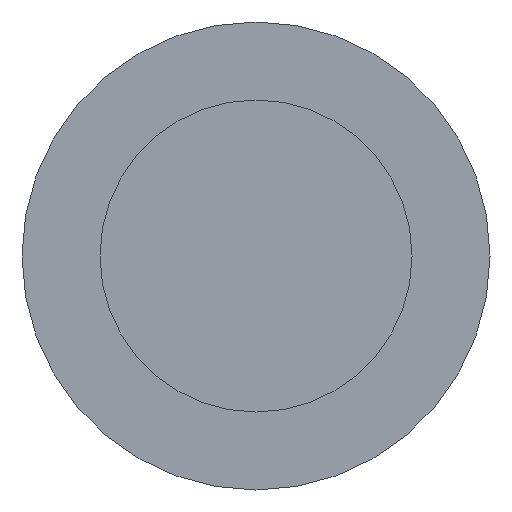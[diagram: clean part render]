
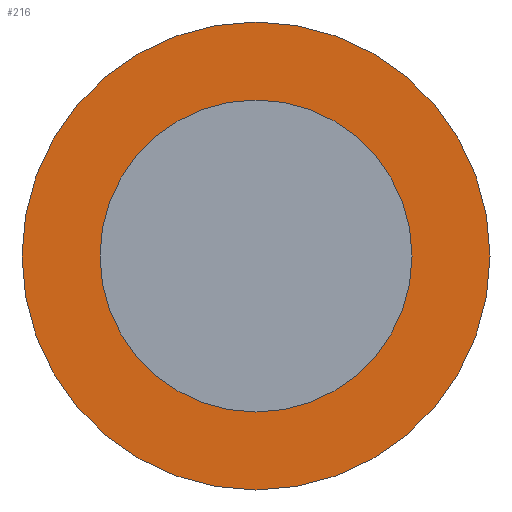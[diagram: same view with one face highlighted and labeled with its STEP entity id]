
A CAD part, left-side view. The second image highlights one B-rep face of the part: STEP entity #216.
In plain terms, the highlighted planar face has unit normal (-1, 0, 0).
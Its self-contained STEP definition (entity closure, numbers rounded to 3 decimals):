
#3 = AXIS2_PLACEMENT_3D ( 'NONE', #63, #268, #304 ) ;
#5 = CARTESIAN_POINT ( 'NONE',  ( -3., 0., 0. ) ) ;
#10 = VERTEX_POINT ( 'NONE', #273 ) ;
#21 = DIRECTION ( 'NONE',  ( -1., 0., 0. ) ) ;
#23 = CIRCLE ( 'NONE', #177, 15. ) ;
#24 = CARTESIAN_POINT ( 'NONE',  ( -3., 10., 0. ) ) ;
#29 = AXIS2_PLACEMENT_3D ( 'NONE', #5, #81, #53 ) ;
#30 = EDGE_CURVE ( 'NONE', #140, #139, #147, .T. ) ;
#53 = DIRECTION ( 'NONE',  ( 0., 0., 1. ) ) ;
#57 = DIRECTION ( 'NONE',  ( 1., 0., 0. ) ) ;
#63 = CARTESIAN_POINT ( 'NONE',  ( -3., 0., 0. ) ) ;
#75 = CARTESIAN_POINT ( 'NONE',  ( -3., 0., 0. ) ) ;
#80 = CARTESIAN_POINT ( 'NONE',  ( -3., 0., 15. ) ) ;
#81 = DIRECTION ( 'NONE',  ( -1., 0., 0. ) ) ;
#103 = AXIS2_PLACEMENT_3D ( 'NONE', #136, #107, #181 ) ;
#105 = PLANE ( 'NONE',  #286 ) ;
#107 = DIRECTION ( 'NONE',  ( -1., 0., 0. ) ) ;
#119 = ORIENTED_EDGE ( 'NONE', *, *, #265, .T. ) ;
#127 = CARTESIAN_POINT ( 'NONE',  ( -3., 0., 10. ) ) ;
#136 = CARTESIAN_POINT ( 'NONE',  ( -3., 0., 0. ) ) ;
#139 = VERTEX_POINT ( 'NONE', #202 ) ;
#140 = VERTEX_POINT ( 'NONE', #127 ) ;
#147 = CIRCLE ( 'NONE', #3, 10. ) ;
#177 = AXIS2_PLACEMENT_3D ( 'NONE', #75, #21, #333 ) ;
#181 = DIRECTION ( 'NONE',  ( 0., 0., 1. ) ) ;
#185 = EDGE_CURVE ( 'NONE', #319, #10, #23, .T. ) ;
#202 = CARTESIAN_POINT ( 'NONE',  ( -3., 0., -10. ) ) ;
#210 = DIRECTION ( 'NONE',  ( 0., 0., -1. ) ) ;
#215 = EDGE_LOOP ( 'NONE', ( #247, #291 ) ) ;
#216 = ADVANCED_FACE ( 'NONE', ( #224, #330 ), #105, .F. ) ;
#217 = ORIENTED_EDGE ( 'NONE', *, *, #185, .T. ) ;
#224 = FACE_BOUND ( 'NONE', #215, .T. ) ;
#247 = ORIENTED_EDGE ( 'NONE', *, *, #30, .F. ) ;
#265 = EDGE_CURVE ( 'NONE', #10, #319, #276, .T. ) ;
#268 = DIRECTION ( 'NONE',  ( -1., 0., 0. ) ) ;
#273 = CARTESIAN_POINT ( 'NONE',  ( -3., 0., -15. ) ) ;
#276 = CIRCLE ( 'NONE', #29, 15. ) ;
#286 = AXIS2_PLACEMENT_3D ( 'NONE', #24, #57, #210 ) ;
#291 = ORIENTED_EDGE ( 'NONE', *, *, #331, .F. ) ;
#304 = DIRECTION ( 'NONE',  ( 0., 0., 1. ) ) ;
#308 = CIRCLE ( 'NONE', #103, 10. ) ;
#319 = VERTEX_POINT ( 'NONE', #80 ) ;
#325 = EDGE_LOOP ( 'NONE', ( #217, #119 ) ) ;
#330 = FACE_OUTER_BOUND ( 'NONE', #325, .T. ) ;
#331 = EDGE_CURVE ( 'NONE', #139, #140, #308, .T. ) ;
#333 = DIRECTION ( 'NONE',  ( 0., 0., 1. ) ) ;
